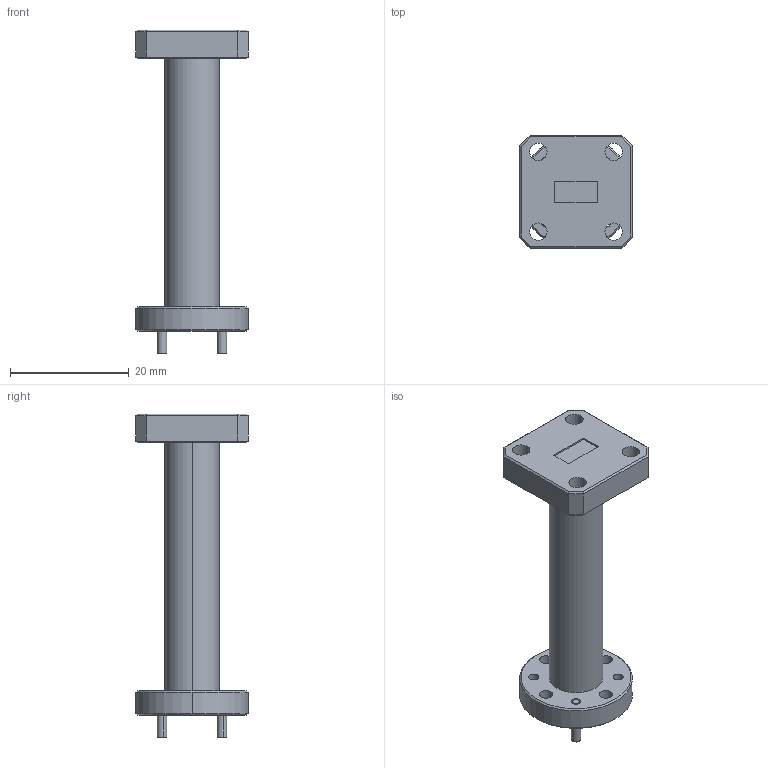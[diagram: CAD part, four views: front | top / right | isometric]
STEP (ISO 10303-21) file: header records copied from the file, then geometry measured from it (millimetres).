
FILE_DESCRIPTION (( 'STEP AP203' ), '1' );
FILE_NAME ('SWT-2812-LB.STEP', '2021-06-23T01:22:40', ( '' ), ( '' ), 'SwSTEP 2.0', 'SolidWorks 2021', '' );
FILE_SCHEMA (( 'CONFIG_CONTROL_DESIGN' ));
Length unit declared in the file: inch
Products named in the file (1): SWT-2812-LB
Bounding box: 19.05 x 19.05 x 54.67 mm (x, y, z)
Volume: 5320.1 mm3; surface area: 3307.1 mm2
Topology: 3 solids, 3 shells, 114 faces, 270 edges, 168 vertices
Faces by surface type: plane 48, cylinder 46, cone 20
Entity records: 3409 total; most frequent: DIRECTION 620, CARTESIAN_POINT 553, ORIENTED_EDGE 540, EDGE_CURVE 270, AXIS2_PLACEMENT_3D 235, VERTEX_POINT 168, VECTOR 150, LINE 150
